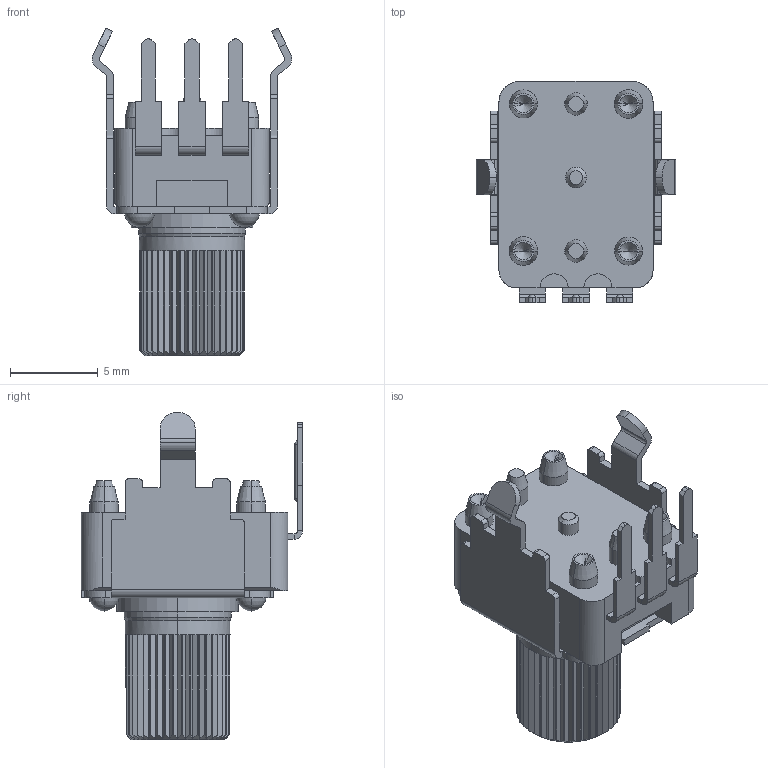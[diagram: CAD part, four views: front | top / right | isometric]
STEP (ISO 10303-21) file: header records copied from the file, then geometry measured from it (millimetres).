
FILE_DESCRIPTION(('STEP AP203'),'1');
FILE_NAME('43311.stp','2014-10-28T22:47:51',('TraceParts'),('TraceParts S.A.'),'XStep 1.0',' ',' ');
FILE_SCHEMA(('CONFIG_CONTROL_DESIGN'));
Length unit declared in the file: millimetre
Products named in the file (1): 1
Bounding box: 11.4 x 12.65 x 18.7 mm (x, y, z)
Volume: 779.8 mm3; surface area: 961.8 mm2
Topology: 1 solids, 1 shells, 380 faces, 1037 edges, 666 vertices
Faces by surface type: plane 261, cylinder 78, cone 27, sphere 14
Entity records: 11984 total; most frequent: CARTESIAN_POINT 2320, ORIENTED_EDGE 2042, DIRECTION 1986, EDGE_CURVE 1021, AXIS2_PLACEMENT_3D 668, VERTEX_POINT 666, LINE 650, VECTOR 650
